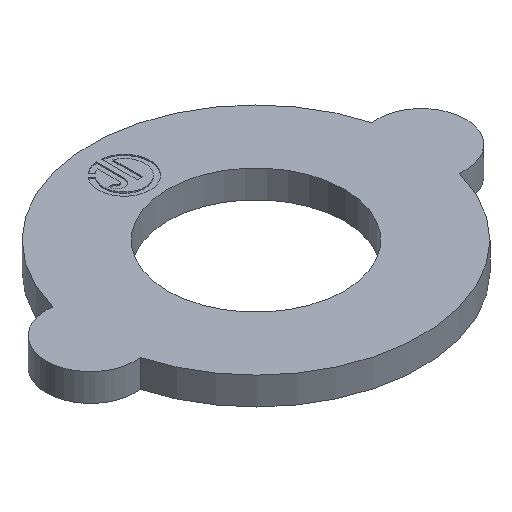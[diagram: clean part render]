
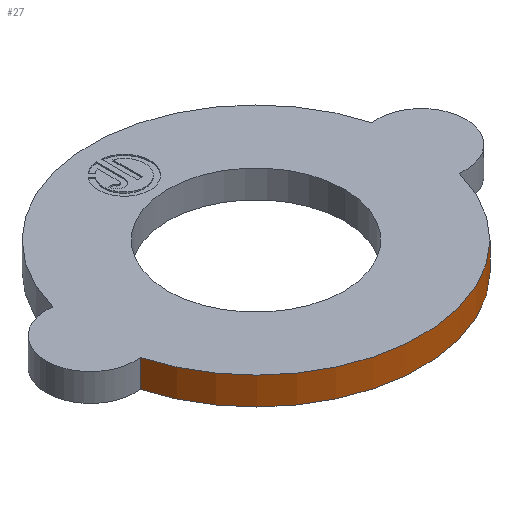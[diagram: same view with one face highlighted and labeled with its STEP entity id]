
A CAD part, isometric view. The second image highlights one B-rep face of the part: STEP entity #27.
In plain terms, the highlighted cylindrical face has radius 15 mm (diameter 30 mm), a partial arc.
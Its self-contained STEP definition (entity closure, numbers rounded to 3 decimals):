
#27 = ADVANCED_FACE ( 'NONE', ( #814 ), #686, .T. ) ;
#37 = ORIENTED_EDGE ( 'NONE', *, *, #720, .F. ) ;
#40 = DIRECTION ( 'NONE',  ( 0., 0., -1. ) ) ;
#55 = EDGE_CURVE ( 'NONE', #573, #430, #492, .T. ) ;
#75 = ORIENTED_EDGE ( 'NONE', *, *, #456, .F. ) ;
#98 = CARTESIAN_POINT ( 'NONE',  ( 0., 0., 2.5 ) ) ;
#172 = CARTESIAN_POINT ( 'NONE',  ( -14.467, -3.964, 0. ) ) ;
#174 = CARTESIAN_POINT ( 'NONE',  ( -14.467, -3.964, 2.5 ) ) ;
#175 = CARTESIAN_POINT ( 'NONE',  ( 14.467, -3.964, 2.5 ) ) ;
#248 = DIRECTION ( 'NONE',  ( 0., 0., -1. ) ) ;
#312 = DIRECTION ( 'NONE',  ( 0., 0., 1. ) ) ;
#318 = CIRCLE ( 'NONE', #419, 15. ) ;
#381 = DIRECTION ( 'NONE',  ( 1., 0., 0. ) ) ;
#394 = CARTESIAN_POINT ( 'NONE',  ( 0., 0., 0. ) ) ;
#403 = CARTESIAN_POINT ( 'NONE',  ( 14.467, -3.964, 2.5 ) ) ;
#419 = AXIS2_PLACEMENT_3D ( 'NONE', #849, #312, #381 ) ;
#421 = LINE ( 'NONE', #175, #579 ) ;
#430 = VERTEX_POINT ( 'NONE', #968 ) ;
#446 = LINE ( 'NONE', #174, #786 ) ;
#456 = EDGE_CURVE ( 'NONE', #521, #689, #318, .T. ) ;
#492 = CIRCLE ( 'NONE', #602, 15. ) ;
#521 = VERTEX_POINT ( 'NONE', #611 ) ;
#540 = DIRECTION ( 'NONE',  ( 0., 0., -1. ) ) ;
#549 = DIRECTION ( 'NONE',  ( 0., 0., 1. ) ) ;
#573 = VERTEX_POINT ( 'NONE', #172 ) ;
#579 = VECTOR ( 'NONE', #40, 1000. ) ;
#602 = AXIS2_PLACEMENT_3D ( 'NONE', #394, #549, #932 ) ;
#607 = DIRECTION ( 'NONE',  ( -1., 0., 0. ) ) ;
#611 = CARTESIAN_POINT ( 'NONE',  ( -14.467, -3.964, 2.5 ) ) ;
#654 = AXIS2_PLACEMENT_3D ( 'NONE', #98, #540, #607 ) ;
#664 = ORIENTED_EDGE ( 'NONE', *, *, #709, .T. ) ;
#681 = EDGE_LOOP ( 'NONE', ( #879, #37, #75, #664 ) ) ;
#686 = CYLINDRICAL_SURFACE ( 'NONE', #654, 15. ) ;
#689 = VERTEX_POINT ( 'NONE', #403 ) ;
#709 = EDGE_CURVE ( 'NONE', #521, #573, #446, .T. ) ;
#720 = EDGE_CURVE ( 'NONE', #689, #430, #421, .T. ) ;
#786 = VECTOR ( 'NONE', #248, 1000. ) ;
#814 = FACE_OUTER_BOUND ( 'NONE', #681, .T. ) ;
#849 = CARTESIAN_POINT ( 'NONE',  ( 0., 0., 2.5 ) ) ;
#879 = ORIENTED_EDGE ( 'NONE', *, *, #55, .T. ) ;
#932 = DIRECTION ( 'NONE',  ( 1., 0., 0. ) ) ;
#968 = CARTESIAN_POINT ( 'NONE',  ( 14.467, -3.964, 0. ) ) ;
